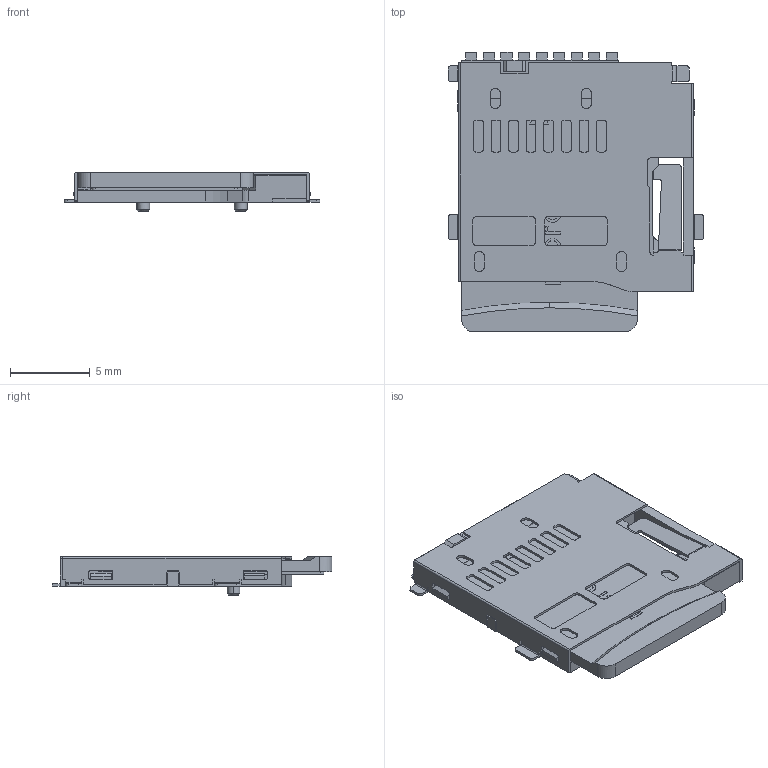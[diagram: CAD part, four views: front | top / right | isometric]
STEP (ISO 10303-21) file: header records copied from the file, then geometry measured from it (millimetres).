
FILE_DESCRIPTION(('FreeCAD Model'),'2;1');
FILE_NAME('MicroSD_Slot.step','2021-01-28T15:03:27',('Author'),(''), 'Open CASCADE STEP processor 7.3','FreeCAD','Unknown');
FILE_SCHEMA(('AUTOMOTIVE_DESIGN { 1 0 10303 214 1 1 1 1 }'));
Length unit declared in the file: millimetre
Products named in the file (3): Product_TF_Micro_SD_Card_Memory_Modul_Arduino; SOLID001; SOLID002
Assembly tree (2 placements, depth 2):
  Product_TF_Micro_SD_Card_Memory_Modul_Arduino
    SOLID001
    SOLID002
Bounding box: 16 x 17.5 x 2.44 mm (x, y, z)
Volume: 341.1 mm3; surface area: 1214 mm2
Topology: 2 solids, 2 shells, 906 faces, 2603 edges, 1726 vertices
Faces by surface type: plane 731, cylinder 169, cone 6
Entity records: 68202 total; most frequent: CARTESIAN_POINT 16781, DIRECTION 9167, LINE 6823, VECTOR 6823, ORIENTED_EDGE 5206, PCURVE 5206, DEFINITIONAL_REPRESENTATION 5206, EDGE_CURVE 2603
